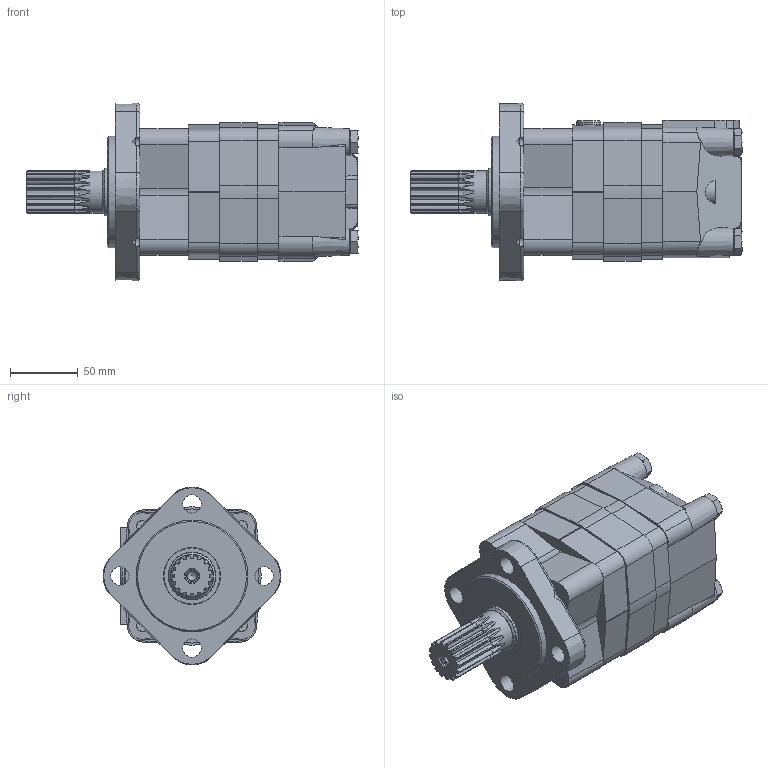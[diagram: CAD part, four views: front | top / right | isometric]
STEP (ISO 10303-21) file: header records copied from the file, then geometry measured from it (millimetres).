
FILE_DESCRIPTION( ( 'STEP AP214' ), '1' );
FILE_NAME( 'MS160SHU_4.stp', '2019-11-14T11:57:24', ( '' ), ( '' ), ' ', 'PARTsolutions', ' ' );
FILE_SCHEMA( ( 'AUTOMOTIVE_DESIGN { 1 0 10303 214 1 1 1 1 }' ) );
Length unit declared in the file: millimetre
Products named in the file (8): MS160SHU/4; _MS-MF; _MS-SP; _MS160-D; _MS-VP; _MS-P; HI_Hexagon bolt DIN 931-1 M10x1540; _MSSH
Assembly tree (10 placements, depth 2):
  MS160SHU/4
    _MS-MF
    _MS-SP
    _MS160-D
    _MS-VP
    _MS-P
    HI_Hexagon bolt DIN 931-1 M10x1540  x4
    _MSSH
Bounding box: 245.2 x 131.31 x 131.31 mm (x, y, z)
Volume: 1630856.7 mm3; surface area: 220400.6 mm2
Topology: 10 solids, 10 shells, 500 faces, 1298 edges, 837 vertices
Faces by surface type: cylinder 181, plane 171, cone 85, torus 63
Full cylindrical faces by diameter (mm): 2.2 x4, 6.647 x1, 8.376 x6, 10 x5, 10.1 x6, 10.2 x4, 10.5 x8, 10.8 x4, 13.5 x4, 16 x4, 16.9 x1, 18 x1, 18.631 x2, 21 x1, 22 x4, 31.75 x1, 35 x1, 35.2 x1, 42 x1, 82.5 x1
Entity records: 17957 total; most frequent: CARTESIAN_POINT 3639, DIRECTION 2254, ORIENTED_EDGE 2128, EDGE_CURVE 1064, AXIS2_PLACEMENT_3D 927, VERTEX_POINT 745, EDGE_LOOP 585, FACE_OUTER_BOUND 498
